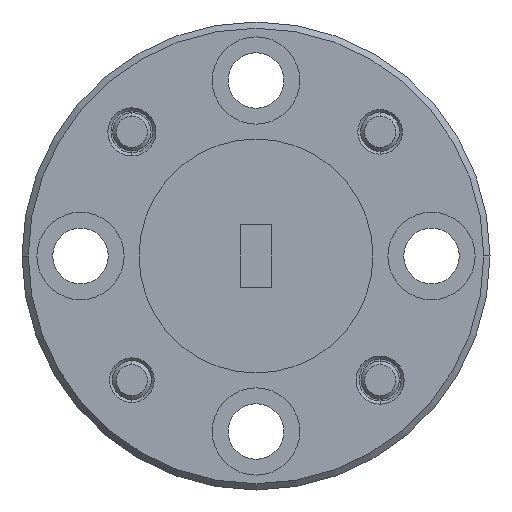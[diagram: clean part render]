
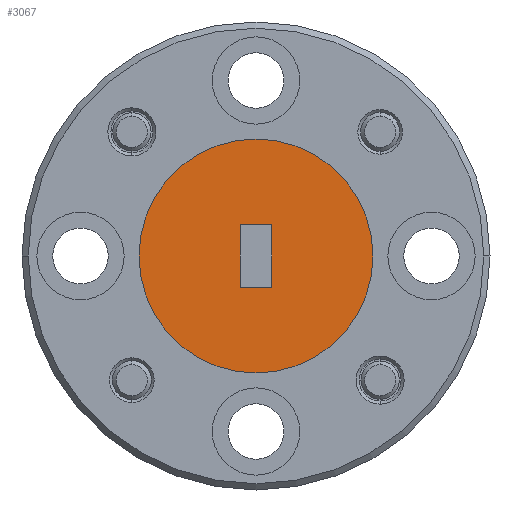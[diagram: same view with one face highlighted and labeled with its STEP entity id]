
A CAD part, left-side view. The second image highlights one B-rep face of the part: STEP entity #3067.
In plain terms, the highlighted planar face has unit normal (-1, 0, 0).
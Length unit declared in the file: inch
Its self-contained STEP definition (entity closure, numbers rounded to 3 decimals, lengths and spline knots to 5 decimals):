
#49 = VERTEX_POINT ( 'NONE', #3927 ) ;
#276 = CARTESIAN_POINT ( 'NONE',  ( 0., 0.025, 0.05 ) ) ;
#281 = EDGE_LOOP ( 'NONE', ( #3161, #2125, #3581, #1059 ) ) ;
#401 = DIRECTION ( 'NONE',  ( 1., 0., 0. ) ) ;
#403 = CARTESIAN_POINT ( 'NONE',  ( 0., 0.1875, 0. ) ) ;
#414 = ORIENTED_EDGE ( 'NONE', *, *, #4157, .F. ) ;
#547 = EDGE_CURVE ( 'NONE', #3449, #49, #3006, .T. ) ;
#804 = EDGE_CURVE ( 'NONE', #49, #2035, #2196, .T. ) ;
#829 = DIRECTION ( 'NONE',  ( 1., 0., 0. ) ) ;
#1059 = ORIENTED_EDGE ( 'NONE', *, *, #804, .F. ) ;
#1060 = AXIS2_PLACEMENT_3D ( 'NONE', #1239, #2191, #3176 ) ;
#1160 = CIRCLE ( 'NONE', #3389, 0.1875 ) ;
#1190 = FACE_BOUND ( 'NONE', #281, .T. ) ;
#1239 = CARTESIAN_POINT ( 'NONE',  ( 0., 0., 0. ) ) ;
#1373 = CARTESIAN_POINT ( 'NONE',  ( 0., 0., 0. ) ) ;
#1433 = VERTEX_POINT ( 'NONE', #403 ) ;
#1649 = CARTESIAN_POINT ( 'NONE',  ( 0., 0.025, -0.05 ) ) ;
#1735 = DIRECTION ( 'NONE',  ( 0., 1., 0. ) ) ;
#1781 = LINE ( 'NONE', #2424, #2893 ) ;
#2035 = VERTEX_POINT ( 'NONE', #2591 ) ;
#2125 = ORIENTED_EDGE ( 'NONE', *, *, #2752, .F. ) ;
#2160 = DIRECTION ( 'NONE',  ( 0., 1., 0. ) ) ;
#2172 = VERTEX_POINT ( 'NONE', #276 ) ;
#2191 = DIRECTION ( 'NONE',  ( -1., 0., 0. ) ) ;
#2196 = LINE ( 'NONE', #2567, #4326 ) ;
#2424 = CARTESIAN_POINT ( 'NONE',  ( 0., 0.025, 0.05 ) ) ;
#2542 = AXIS2_PLACEMENT_3D ( 'NONE', #3835, #829, #2160 ) ;
#2567 = CARTESIAN_POINT ( 'NONE',  ( 0., -0.025, -0.05 ) ) ;
#2591 = CARTESIAN_POINT ( 'NONE',  ( 0., -0.025, 0.05 ) ) ;
#2708 = CARTESIAN_POINT ( 'NONE',  ( 0., 0.025, -0.05 ) ) ;
#2752 = EDGE_CURVE ( 'NONE', #2172, #3449, #2950, .T. ) ;
#2845 = PLANE ( 'NONE',  #1060 ) ;
#2893 = VECTOR ( 'NONE', #3099, 39.37008 ) ;
#2935 = FACE_OUTER_BOUND ( 'NONE', #3356, .T. ) ;
#2949 = CARTESIAN_POINT ( 'NONE',  ( 0., 0.025, -0.05 ) ) ;
#2950 = LINE ( 'NONE', #2708, #4006 ) ;
#3006 = LINE ( 'NONE', #1649, #4035 ) ;
#3011 = DIRECTION ( 'NONE',  ( 0., 0., -1. ) ) ;
#3067 = ADVANCED_FACE ( 'NONE', ( #1190, #2935 ), #2845, .T. ) ;
#3099 = DIRECTION ( 'NONE',  ( 0., 1., 0. ) ) ;
#3161 = ORIENTED_EDGE ( 'NONE', *, *, #547, .F. ) ;
#3176 = DIRECTION ( 'NONE',  ( 0., -1., 0. ) ) ;
#3293 = ORIENTED_EDGE ( 'NONE', *, *, #3529, .F. ) ;
#3356 = EDGE_LOOP ( 'NONE', ( #3293, #414 ) ) ;
#3389 = AXIS2_PLACEMENT_3D ( 'NONE', #1373, #401, #1735 ) ;
#3449 = VERTEX_POINT ( 'NONE', #2949 ) ;
#3529 = EDGE_CURVE ( 'NONE', #1433, #3713, #1160, .T. ) ;
#3580 = DIRECTION ( 'NONE',  ( 0., 0., 1. ) ) ;
#3581 = ORIENTED_EDGE ( 'NONE', *, *, #4196, .F. ) ;
#3713 = VERTEX_POINT ( 'NONE', #4184 ) ;
#3835 = CARTESIAN_POINT ( 'NONE',  ( 0., 0., 0. ) ) ;
#3881 = CIRCLE ( 'NONE', #2542, 0.1875 ) ;
#3927 = CARTESIAN_POINT ( 'NONE',  ( 0., -0.025, -0.05 ) ) ;
#4000 = DIRECTION ( 'NONE',  ( 0., -1., 0. ) ) ;
#4006 = VECTOR ( 'NONE', #3011, 39.37008 ) ;
#4035 = VECTOR ( 'NONE', #4000, 39.37008 ) ;
#4157 = EDGE_CURVE ( 'NONE', #3713, #1433, #3881, .T. ) ;
#4184 = CARTESIAN_POINT ( 'NONE',  ( 0., -0.1875, 0. ) ) ;
#4196 = EDGE_CURVE ( 'NONE', #2035, #2172, #1781, .T. ) ;
#4326 = VECTOR ( 'NONE', #3580, 39.37008 ) ;
